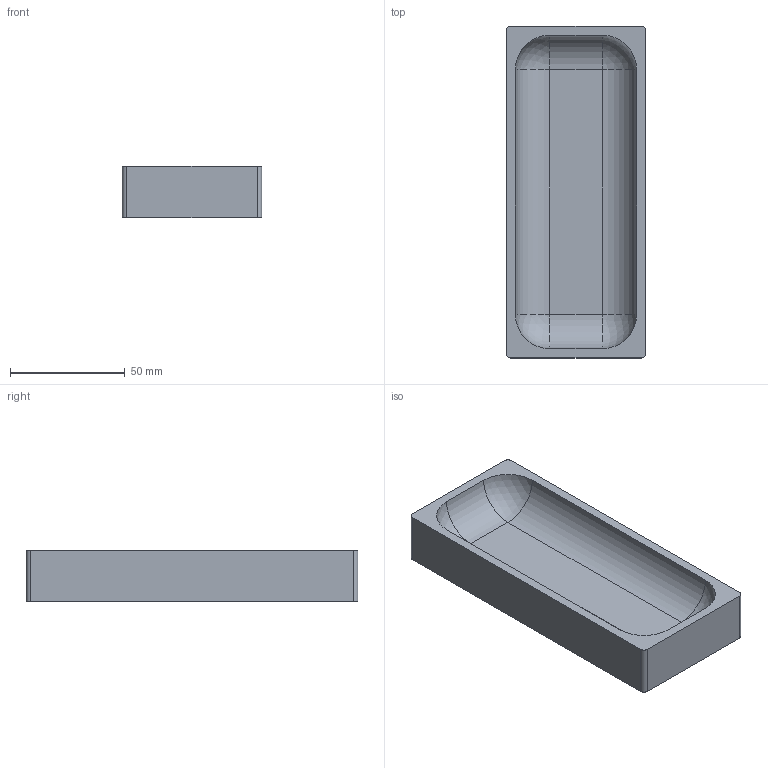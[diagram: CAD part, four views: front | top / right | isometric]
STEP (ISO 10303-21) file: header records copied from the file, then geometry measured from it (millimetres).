
FILE_DESCRIPTION(/* description */ (''),/* implementation_level */ '2;1');
FILE_NAME(/* name */ 'Miscellaneous-Items.step',/* time_stamp */ '2024-08-06T15:41:20-04:00',/* author */ (''),/* organization */ (''),/* preprocessor_version */ 'ST-DEVELOPER v20',/* originating_system */ 'Autodesk Translation Framework v13.14.0.145',/* authorisation */ '');
FILE_SCHEMA (('AUTOMOTIVE_DESIGN { 1 0 10303 214 3 1 1 }'));
Length unit declared in the file: millimetre
Products named in the file (1): Miscellaneous-Items
Bounding box: 60.85 x 144.82 x 22.5 mm (x, y, z)
Volume: 108696.2 mm3; surface area: 29726.7 mm2
Topology: 1 solids, 1 shells, 19 faces, 44 edges, 28 vertices
Faces by surface type: cylinder 8, plane 7, sphere 4
Entity records: 579 total; most frequent: DIRECTION 104, CARTESIAN_POINT 92, ORIENTED_EDGE 88, EDGE_CURVE 44, AXIS2_PLACEMENT_3D 40, VERTEX_POINT 28, LINE 24, VECTOR 24
